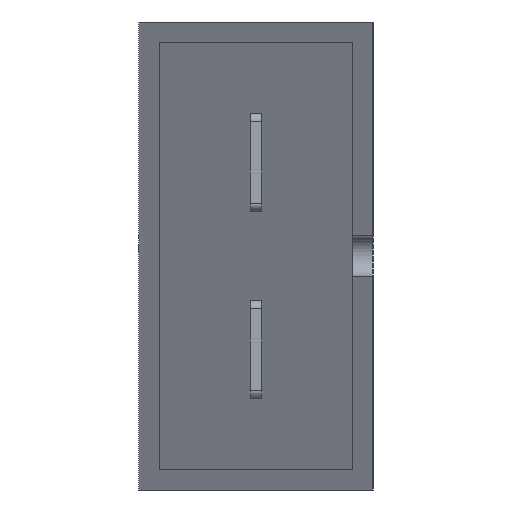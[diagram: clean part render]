
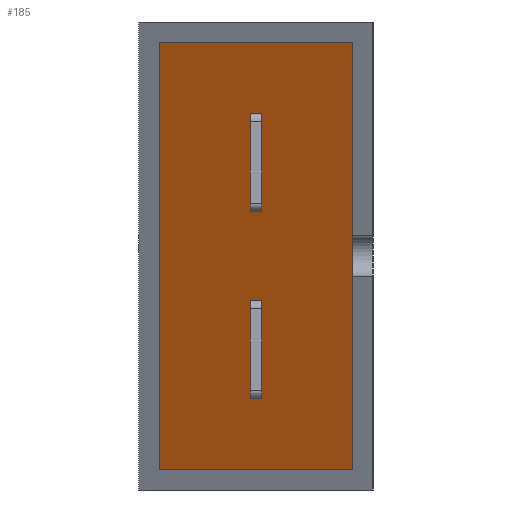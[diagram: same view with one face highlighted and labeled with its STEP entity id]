
A CAD part, left-side view. The second image highlights one B-rep face of the part: STEP entity #185.
In plain terms, the highlighted planar face has unit normal (-0.832, 0.555, 0).
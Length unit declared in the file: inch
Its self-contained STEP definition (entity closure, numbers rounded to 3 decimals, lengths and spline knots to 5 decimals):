
#51 = CARTESIAN_POINT ( 'NONE',  ( -5.81649, 0.10236, -1.07874 ) ) ;
#69 = DIRECTION ( 'NONE',  ( 0., 0., 1. ) ) ;
#86 = DIRECTION ( 'NONE',  ( -0.832, 0.555, 0. ) ) ;
#117 = EDGE_CURVE ( 'NONE', #441, #540, #1342, .T. ) ;
#130 = VECTOR ( 'NONE', #769, 39.37008 ) ;
#167 = DIRECTION ( 'NONE',  ( 0., 0., -1. ) ) ;
#185 = ADVANCED_FACE ( 'NONE', ( #513 ), #589, .T. ) ;
#196 = VECTOR ( 'NONE', #167, 39.37008 ) ;
#235 = EDGE_CURVE ( 'NONE', #441, #1025, #735, .T. ) ;
#270 = CARTESIAN_POINT ( 'NONE',  ( -5.16557, 1.07874, -1.07874 ) ) ;
#333 = VERTEX_POINT ( 'NONE', #913 ) ;
#370 = CARTESIAN_POINT ( 'NONE',  ( -5.81649, 0.10236, -1.1811 ) ) ;
#421 = CARTESIAN_POINT ( 'NONE',  ( -5.16557, 1.07874, -1.07874 ) ) ;
#441 = VERTEX_POINT ( 'NONE', #1140 ) ;
#487 = DIRECTION ( 'NONE',  ( -0.555, -0.832, 0. ) ) ;
#513 = FACE_OUTER_BOUND ( 'NONE', #840, .T. ) ;
#540 = VERTEX_POINT ( 'NONE', #421 ) ;
#576 = ORIENTED_EDGE ( 'NONE', *, *, #235, .T. ) ;
#588 = AXIS2_PLACEMENT_3D ( 'NONE', #270, #86, #487 ) ;
#589 = PLANE ( 'NONE',  #588 ) ;
#619 = VECTOR ( 'NONE', #69, 39.37008 ) ;
#735 = LINE ( 'NONE', #370, #619 ) ;
#769 = DIRECTION ( 'NONE',  ( 0.555, 0.832, 0. ) ) ;
#797 = LINE ( 'NONE', #1295, #1337 ) ;
#812 = EDGE_CURVE ( 'NONE', #333, #540, #1269, .T. ) ;
#840 = EDGE_LOOP ( 'NONE', ( #576, #1159, #852, #1310 ) ) ;
#852 = ORIENTED_EDGE ( 'NONE', *, *, #812, .T. ) ;
#913 = CARTESIAN_POINT ( 'NONE',  ( -5.16557, 1.07874, 1.07874 ) ) ;
#982 = DIRECTION ( 'NONE',  ( 0.555, 0.832, 0. ) ) ;
#999 = CARTESIAN_POINT ( 'NONE',  ( -5.16557, 1.07874, -1.1811 ) ) ;
#1025 = VERTEX_POINT ( 'NONE', #1033 ) ;
#1033 = CARTESIAN_POINT ( 'NONE',  ( -5.81649, 0.10236, 1.07874 ) ) ;
#1140 = CARTESIAN_POINT ( 'NONE',  ( -5.81649, 0.10236, -1.07874 ) ) ;
#1159 = ORIENTED_EDGE ( 'NONE', *, *, #1315, .T. ) ;
#1269 = LINE ( 'NONE', #999, #196 ) ;
#1295 = CARTESIAN_POINT ( 'NONE',  ( -5.81649, 0.10236, 1.07874 ) ) ;
#1310 = ORIENTED_EDGE ( 'NONE', *, *, #117, .F. ) ;
#1315 = EDGE_CURVE ( 'NONE', #1025, #333, #797, .T. ) ;
#1337 = VECTOR ( 'NONE', #982, 39.37008 ) ;
#1342 = LINE ( 'NONE', #51, #130 ) ;
